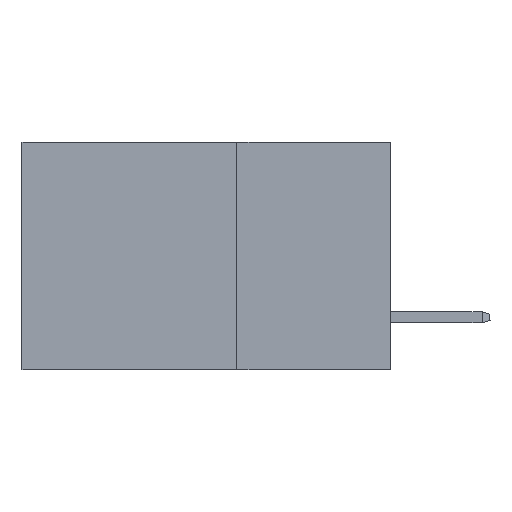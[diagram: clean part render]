
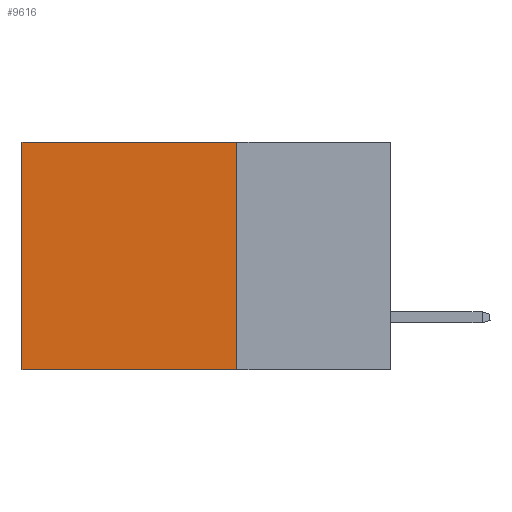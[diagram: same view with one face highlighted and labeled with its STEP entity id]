
A CAD part, left-side view. The second image highlights one B-rep face of the part: STEP entity #9616.
In plain terms, the highlighted planar face has unit normal (-1, 0, 0).
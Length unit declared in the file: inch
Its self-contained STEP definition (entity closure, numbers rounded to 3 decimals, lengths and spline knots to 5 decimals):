
#201 = LINE ( 'NONE', #5365, #8694 ) ;
#422 = LINE ( 'NONE', #5595, #786 ) ;
#541 = DIRECTION ( 'NONE',  ( 0., 1., 0. ) ) ;
#786 = VECTOR ( 'NONE', #3662, 39.37008 ) ;
#887 = DIRECTION ( 'NONE',  ( 0., 1., 0. ) ) ;
#1969 = EDGE_LOOP ( 'NONE', ( #8924, #16441, #2281, #6321 ) ) ;
#2281 = ORIENTED_EDGE ( 'NONE', *, *, #3282, .F. ) ;
#3282 = EDGE_CURVE ( 'NONE', #17028, #4713, #422, .T. ) ;
#3339 = EDGE_CURVE ( 'NONE', #17028, #3608, #201, .T. ) ;
#3608 = VERTEX_POINT ( 'NONE', #6355 ) ;
#3662 = DIRECTION ( 'NONE',  ( 0., 0., -1. ) ) ;
#4713 = VERTEX_POINT ( 'NONE', #9746 ) ;
#5107 = AXIS2_PLACEMENT_3D ( 'NONE', #18859, #22138, #13345 ) ;
#5365 = CARTESIAN_POINT ( 'NONE',  ( 0.2875, 0.25, 0. ) ) ;
#5595 = CARTESIAN_POINT ( 'NONE',  ( 0.2875, 0.25, 0. ) ) ;
#6321 = ORIENTED_EDGE ( 'NONE', *, *, #3339, .T. ) ;
#6355 = CARTESIAN_POINT ( 'NONE',  ( 0.2875, 0.6, 0. ) ) ;
#7510 = EDGE_CURVE ( 'NONE', #3608, #20449, #17310, .T. ) ;
#8430 = FACE_OUTER_BOUND ( 'NONE', #1969, .T. ) ;
#8694 = VECTOR ( 'NONE', #541, 39.37008 ) ;
#8924 = ORIENTED_EDGE ( 'NONE', *, *, #7510, .T. ) ;
#9548 = VECTOR ( 'NONE', #887, 39.37008 ) ;
#9616 = ADVANCED_FACE ( 'NONE', ( #8430 ), #13677, .F. ) ;
#9746 = CARTESIAN_POINT ( 'NONE',  ( 0.2875, 0.25, -0.37 ) ) ;
#11382 = CARTESIAN_POINT ( 'NONE',  ( 0.2875, 0.25, 0. ) ) ;
#12826 = EDGE_CURVE ( 'NONE', #4713, #20449, #18869, .T. ) ;
#13345 = DIRECTION ( 'NONE',  ( 0., 0., -1. ) ) ;
#13677 = PLANE ( 'NONE',  #5107 ) ;
#14240 = DIRECTION ( 'NONE',  ( 0., 0., -1. ) ) ;
#15831 = VECTOR ( 'NONE', #14240, 39.37008 ) ;
#15947 = CARTESIAN_POINT ( 'NONE',  ( 0.2875, 0.6, 0. ) ) ;
#16441 = ORIENTED_EDGE ( 'NONE', *, *, #12826, .F. ) ;
#17028 = VERTEX_POINT ( 'NONE', #11382 ) ;
#17310 = LINE ( 'NONE', #15947, #15831 ) ;
#18859 = CARTESIAN_POINT ( 'NONE',  ( 0.2875, 0.25, 0. ) ) ;
#18869 = LINE ( 'NONE', #18979, #9548 ) ;
#18979 = CARTESIAN_POINT ( 'NONE',  ( 0.2875, 0.25, -0.37 ) ) ;
#19700 = CARTESIAN_POINT ( 'NONE',  ( 0.2875, 0.6, -0.37 ) ) ;
#20449 = VERTEX_POINT ( 'NONE', #19700 ) ;
#22138 = DIRECTION ( 'NONE',  ( 1., 0., 0. ) ) ;
